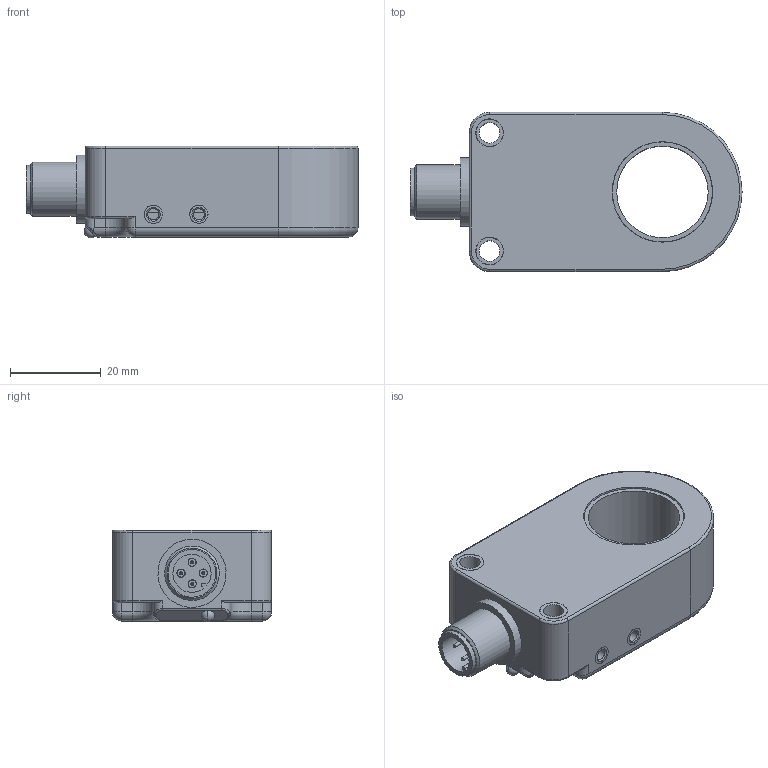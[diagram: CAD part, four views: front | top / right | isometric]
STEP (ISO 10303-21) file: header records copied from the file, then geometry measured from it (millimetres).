
FILE_DESCRIPTION(/* description */ ('DISO X xxx'),/* implementation_level */ '2;1');
FILE_NAME(/* name */ 'IRB20 XS-B3.stp',/* time_stamp */ '2016-02-22T11:52:02+01:00',/* author */ ('lck'),/* organization */ ('di-soric GmbH & Co. KG'),/* preprocessor_version */ 'ST-DEVELOPER v16.1',/* originating_system */ 'Autodesk Inventor 2016',/* authorisation */ '');
FILE_SCHEMA (('AUTOMOTIVE_DESIGN { 1 0 10303 214 3 1 1 }'));
Length unit declared in the file: millimetre
Products named in the file (1): Bauteil2
Bounding box: 73 x 35 x 20.2 mm (x, y, z)
Volume: 32065.2 mm3; surface area: 13488 mm2
Topology: 5 solids, 10 shells, 299 faces, 734 edges, 463 vertices
Faces by surface type: cylinder 135, plane 130, torus 13, bspline 8, cone 7, sphere 6
Full cylindrical faces by diameter (mm): 0.7 x4, 1.7 x4, 1.8 x4, 2.459 x2, 3 x1, 4 x2, 4.05 x2, 4.5 x2, 6 x2, 6.1 x2, 7.85 x1, 8.5 x1, 8.8 x1, 9.45 x1, 9.5 x2, 9.6 x1, 9.9 x1, 10 x1, 10.5 x1, 12 x1, 15 x1, 20.1 x1, 21.8 x1, 22 x1, 22.1 x2
Entity records: 9091 total; most frequent: CARTESIAN_POINT 1670, DIRECTION 1577, ORIENTED_EDGE 1324, EDGE_CURVE 662, AXIS2_PLACEMENT_3D 639, VERTEX_POINT 445, EDGE_LOOP 403, CIRCLE 318
